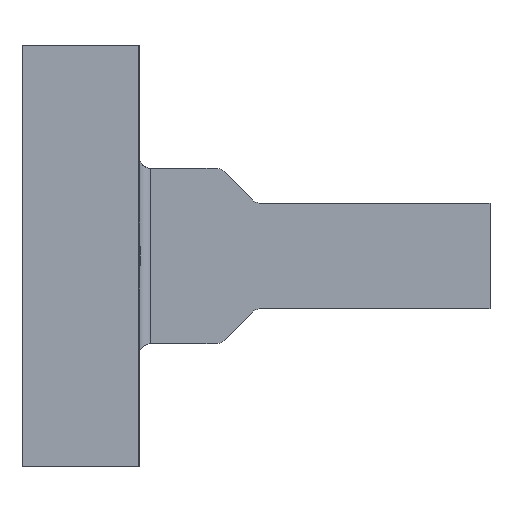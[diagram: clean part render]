
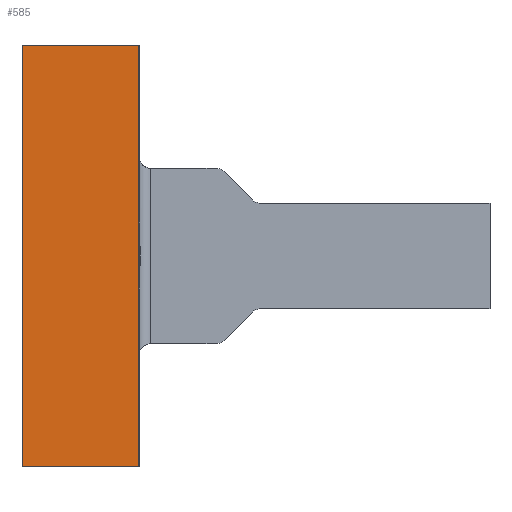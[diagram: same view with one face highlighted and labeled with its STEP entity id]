
A CAD part, left-side view. The second image highlights one B-rep face of the part: STEP entity #585.
In plain terms, the highlighted planar face has unit normal (-1, 0, 0).
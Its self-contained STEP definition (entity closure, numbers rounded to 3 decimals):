
#65=PLANE('',#641);
#114=FACE_OUTER_BOUND('',#148,.T.);
#148=EDGE_LOOP('',(#533,#534,#535,#536));
#196=LINE('',#978,#248);
#204=LINE('',#1003,#256);
#206=LINE('',#1007,#258);
#207=LINE('',#1008,#259);
#248=VECTOR('',#774,1.);
#256=VECTOR('',#802,1.);
#258=VECTOR('',#806,1.);
#259=VECTOR('',#807,1.);
#303=VERTEX_POINT('',#975);
#304=VERTEX_POINT('',#977);
#311=VERTEX_POINT('',#1002);
#312=VERTEX_POINT('',#1006);
#373=EDGE_CURVE('',#304,#303,#196,.T.);
#386=EDGE_CURVE('',#311,#304,#204,.T.);
#388=EDGE_CURVE('',#312,#303,#206,.T.);
#389=EDGE_CURVE('',#312,#311,#207,.T.);
#533=ORIENTED_EDGE('',*,*,#373,.T.);
#534=ORIENTED_EDGE('',*,*,#388,.F.);
#535=ORIENTED_EDGE('',*,*,#389,.T.);
#536=ORIENTED_EDGE('',*,*,#386,.T.);
#585=ADVANCED_FACE('',(#114),#65,.T.);
#641=AXIS2_PLACEMENT_3D('',#1005,#804,#805);
#774=DIRECTION('',(0.,0.,1.));
#802=DIRECTION('',(0.,-1.,0.));
#804=DIRECTION('center_axis',(-1.,0.,0.));
#805=DIRECTION('ref_axis',(0.,-1.,0.));
#806=DIRECTION('',(0.,-1.,0.));
#807=DIRECTION('',(0.,0.,-1.));
#975=CARTESIAN_POINT('',(-20.,-5.,9.));
#977=CARTESIAN_POINT('',(-20.,-5.,-9.));
#978=CARTESIAN_POINT('',(-20.,-5.,9.));
#1002=CARTESIAN_POINT('',(-20.,0.,-9.));
#1003=CARTESIAN_POINT('',(-20.,0.,-9.));
#1005=CARTESIAN_POINT('Origin',(-20.,0.,-9.));
#1006=CARTESIAN_POINT('',(-20.,0.,9.));
#1007=CARTESIAN_POINT('',(-20.,0.,9.));
#1008=CARTESIAN_POINT('',(-20.,0.,9.));
